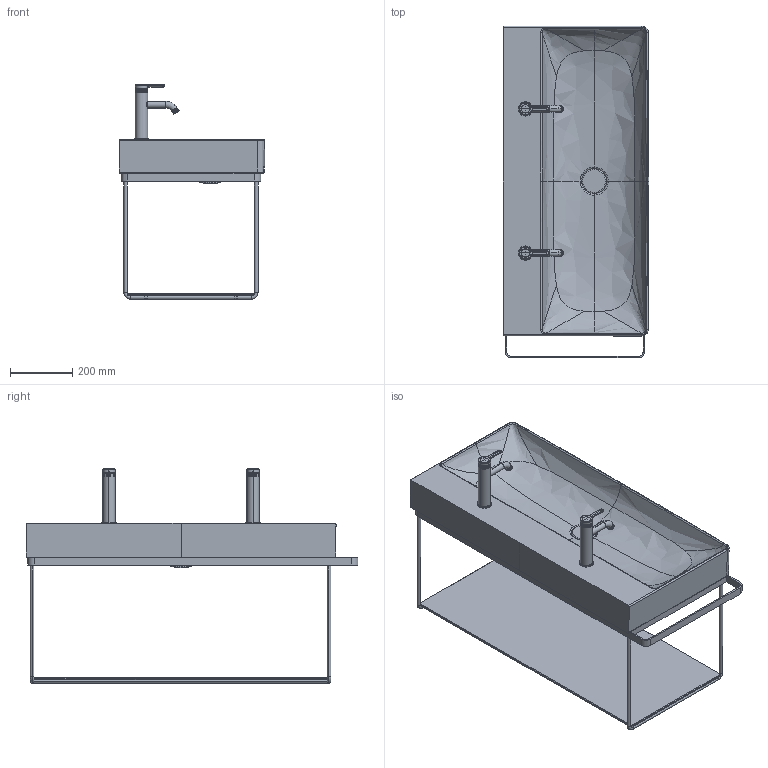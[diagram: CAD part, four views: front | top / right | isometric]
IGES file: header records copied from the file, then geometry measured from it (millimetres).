
Global section: file name: No Iges File Name specified; native system: Autodesk Inventor 2011; preprocessor: AutoDesk Inventor Iges Exporter R2011; author: Administrator; date: 20170629.140607; units: millimetre
Bounding box: 470.01 x 1070.61 x 691.28 mm (x, y, z)
Volume: 18981035.8 mm3; surface area: 2846772.8 mm2
Topology: 19 solids, 25 shells, 757 faces, 1818 edges, 1122 vertices
Faces by surface type: bspline 205, plane 202, revolution 160, cylinder 117, torus 49, cone 18, sphere 6
